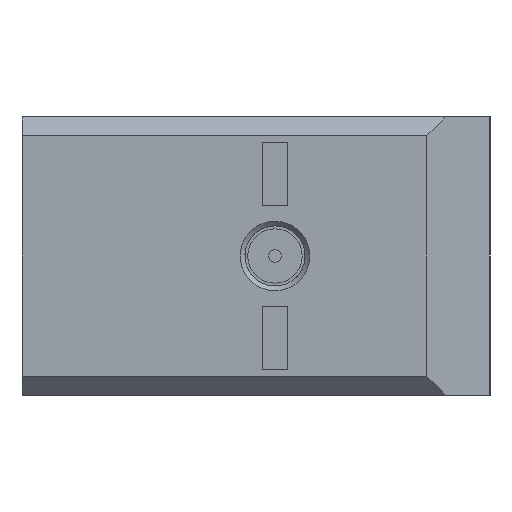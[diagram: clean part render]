
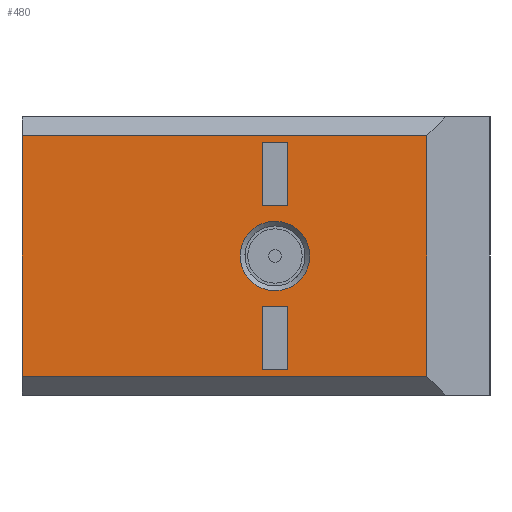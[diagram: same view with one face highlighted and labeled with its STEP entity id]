
A CAD part, left-side view. The second image highlights one B-rep face of the part: STEP entity #480.
In plain terms, the highlighted planar face has unit normal (-1, 0, 0).
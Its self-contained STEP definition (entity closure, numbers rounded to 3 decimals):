
#480=ADVANCED_FACE('',(#4958,#4960,#4962,#4964),#4966,.F.);
#4958=FACE_BOUND('',#4959,.T.);
#4959=EDGE_LOOP('',(#12244,#12245,#12246,#12247));
#4960=FACE_BOUND('',#4961,.T.);
#4961=EDGE_LOOP('',(#12248));
#4962=FACE_BOUND('',#4963,.T.);
#4963=EDGE_LOOP('',(#12249,#12250,#12251,#12252));
#4964=FACE_BOUND('',#4965,.T.);
#4965=EDGE_LOOP('',(#12253,#12254,#12255,#12256));
#4966=PLANE('',#4967);
#4967=AXIS2_PLACEMENT_3D('',#4968,#4969,#4970);
#4968=CARTESIAN_POINT('',(-11.5,-3.701,1.85));
#4969=DIRECTION('',(1.,0.,-0.));
#4970=DIRECTION('',(-0.,0.,-1.));
#12244=ORIENTED_EDGE('',*,*,#14362,.T.);
#12245=ORIENTED_EDGE('',*,*,#14747,.T.);
#12246=ORIENTED_EDGE('',*,*,#14748,.T.);
#12247=ORIENTED_EDGE('',*,*,#14749,.T.);
#12248=ORIENTED_EDGE('',*,*,#14312,.F.);
#12249=ORIENTED_EDGE('',*,*,#14714,.F.);
#12250=ORIENTED_EDGE('',*,*,#14750,.F.);
#12251=ORIENTED_EDGE('',*,*,#14730,.T.);
#12252=ORIENTED_EDGE('',*,*,#14751,.T.);
#12253=ORIENTED_EDGE('',*,*,#14752,.F.);
#12254=ORIENTED_EDGE('',*,*,#14709,.T.);
#12255=ORIENTED_EDGE('',*,*,#14753,.T.);
#12256=ORIENTED_EDGE('',*,*,#14726,.F.);
#14312=EDGE_CURVE('',#15610,#15610,#15611,.T.);
#14362=EDGE_CURVE('',#15703,#15701,#15704,.T.);
#14709=EDGE_CURVE('',#16391,#16393,#16395,.T.);
#14714=EDGE_CURVE('',#16401,#16403,#16404,.T.);
#14726=EDGE_CURVE('',#16421,#16423,#16424,.T.);
#14730=EDGE_CURVE('',#16426,#16428,#16430,.T.);
#14747=EDGE_CURVE('',#15701,#16459,#16460,.T.);
#14748=EDGE_CURVE('',#16459,#16461,#16462,.T.);
#14749=EDGE_CURVE('',#16461,#15703,#16463,.T.);
#14750=EDGE_CURVE('',#16426,#16401,#16464,.T.);
#14751=EDGE_CURVE('',#16428,#16403,#16465,.T.);
#14752=EDGE_CURVE('',#16391,#16421,#16466,.T.);
#14753=EDGE_CURVE('',#16393,#16423,#16467,.T.);
#15610=VERTEX_POINT('',#18006);
#15611=CIRCLE('',#18007,0.55);
#15701=VERTEX_POINT('',#18219);
#15703=VERTEX_POINT('',#18223);
#15704=LINE('',#18224,#18225);
#16391=VERTEX_POINT('',#23558);
#16393=VERTEX_POINT('',#23562);
#16395=LINE('',#23566,#23567);
#16401=VERTEX_POINT('',#23580);
#16403=VERTEX_POINT('',#23584);
#16404=LINE('',#23585,#23586);
#16421=VERTEX_POINT('',#23624);
#16423=VERTEX_POINT('',#23628);
#16424=LINE('',#23629,#23630);
#16426=VERTEX_POINT('',#23635);
#16428=VERTEX_POINT('',#23639);
#16430=LINE('',#23643,#23644);
#16459=VERTEX_POINT('',#23710);
#16460=LINE('',#23711,#23712);
#16461=VERTEX_POINT('',#23714);
#16462=LINE('',#23715,#23716);
#16463=LINE('',#23718,#23719);
#16464=LINE('',#23721,#23722);
#16465=LINE('',#23724,#23725);
#16466=LINE('',#23727,#23728);
#16467=LINE('',#23730,#23731);
#18006=CARTESIAN_POINT('',(-11.5,-0.3,0.6));
#18007=AXIS2_PLACEMENT_3D('',#18008,#18009,#18010);
#18008=CARTESIAN_POINT('',(-11.5,-0.3,0.05));
#18009=DIRECTION('',(-1.,-0.,0.));
#18010=DIRECTION('',(0.,0.,-1.));
#18219=CARTESIAN_POINT('',(-11.5,3.7,-1.85));
#18223=CARTESIAN_POINT('',(-11.5,3.7,1.95));
#18224=CARTESIAN_POINT('',(-11.5,3.7,1.95));
#18225=VECTOR('',#18226,1.);
#18226=DIRECTION('',(0.,0.,-1.));
#23558=CARTESIAN_POINT('',(-11.5,-0.5,-1.75));
#23562=CARTESIAN_POINT('',(-11.5,-0.1,-1.75));
#23566=CARTESIAN_POINT('',(-11.5,-0.5,-1.75));
#23567=VECTOR('',#23568,1.);
#23568=DIRECTION('',(0.,1.,0.));
#23580=CARTESIAN_POINT('',(-11.5,-0.5,1.85));
#23584=CARTESIAN_POINT('',(-11.5,-0.1,1.85));
#23585=CARTESIAN_POINT('',(-11.5,-0.5,1.85));
#23586=VECTOR('',#23587,1.);
#23587=DIRECTION('',(0.,1.,0.));
#23624=CARTESIAN_POINT('',(-11.5,-0.5,-0.75));
#23628=CARTESIAN_POINT('',(-11.5,-0.1,-0.75));
#23629=CARTESIAN_POINT('',(-11.5,-0.5,-0.75));
#23630=VECTOR('',#23631,1.);
#23631=DIRECTION('',(0.,1.,0.));
#23635=CARTESIAN_POINT('',(-11.5,-0.5,0.85));
#23639=CARTESIAN_POINT('',(-11.5,-0.1,0.85));
#23643=CARTESIAN_POINT('',(-11.5,-0.5,0.85));
#23644=VECTOR('',#23645,1.);
#23645=DIRECTION('',(0.,1.,0.));
#23710=CARTESIAN_POINT('',(-11.5,-2.7,-1.85));
#23711=CARTESIAN_POINT('',(-11.5,3.7,-1.85));
#23712=VECTOR('',#23713,1.);
#23713=DIRECTION('',(0.,-1.,0.));
#23714=CARTESIAN_POINT('',(-11.5,-2.7,1.95));
#23715=CARTESIAN_POINT('',(-11.5,-2.7,-1.85));
#23716=VECTOR('',#23717,1.);
#23717=DIRECTION('',(0.,0.,1.));
#23718=CARTESIAN_POINT('',(-11.5,-2.7,1.95));
#23719=VECTOR('',#23720,1.);
#23720=DIRECTION('',(0.,1.,0.));
#23721=CARTESIAN_POINT('',(-11.5,-0.5,0.85));
#23722=VECTOR('',#23723,1.);
#23723=DIRECTION('',(0.,0.,1.));
#23724=CARTESIAN_POINT('',(-11.5,-0.1,0.85));
#23725=VECTOR('',#23726,1.);
#23726=DIRECTION('',(0.,0.,1.));
#23727=CARTESIAN_POINT('',(-11.5,-0.5,-1.75));
#23728=VECTOR('',#23729,1.);
#23729=DIRECTION('',(0.,0.,1.));
#23730=CARTESIAN_POINT('',(-11.5,-0.1,-1.75));
#23731=VECTOR('',#23732,1.);
#23732=DIRECTION('',(0.,0.,1.));
